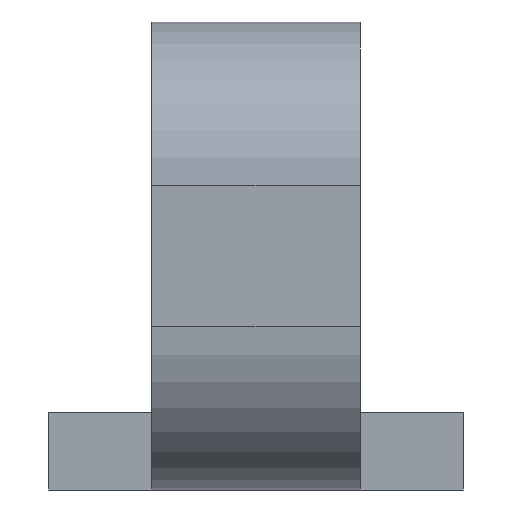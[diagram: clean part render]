
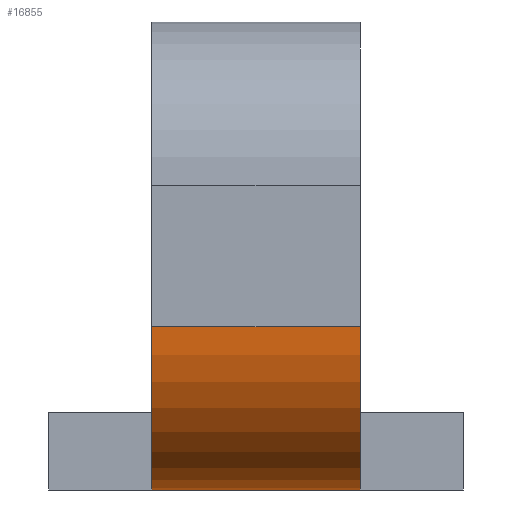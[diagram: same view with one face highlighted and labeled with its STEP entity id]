
A CAD part, left-side view. The second image highlights one B-rep face of the part: STEP entity #16855.
In plain terms, the highlighted cylindrical face has radius 0.8 mm (diameter 1.6 mm), a partial arc.
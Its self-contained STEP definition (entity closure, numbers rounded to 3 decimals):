
#1369 = CARTESIAN_POINT ( 'NONE',  ( -1.905, 1.015, 0.8 ) ) ;
#1450 = DIRECTION ( 'NONE',  ( 0., -1., 0. ) ) ;
#2198 = DIRECTION ( 'NONE',  ( 0., 1., 0. ) ) ;
#3326 = VECTOR ( 'NONE', #17051, 1000. ) ;
#4119 = CARTESIAN_POINT ( 'NONE',  ( -1.105, -0.51, 0.8 ) ) ;
#4229 = CIRCLE ( 'NONE', #14045, 0.8 ) ;
#4272 = CARTESIAN_POINT ( 'NONE',  ( -1.105, 0.51, 0. ) ) ;
#4619 = CARTESIAN_POINT ( 'NONE',  ( -1.905, 0.51, 0.8 ) ) ;
#4800 = ORIENTED_EDGE ( 'NONE', *, *, #9637, .F. ) ;
#4831 = DIRECTION ( 'NONE',  ( 0., -1., 0. ) ) ;
#6160 = EDGE_CURVE ( 'NONE', #9084, #10726, #15220, .T. ) ;
#7090 = DIRECTION ( 'NONE',  ( 0., 0., 1. ) ) ;
#7177 = DIRECTION ( 'NONE',  ( 1., 0., 0. ) ) ;
#7278 = CYLINDRICAL_SURFACE ( 'NONE', #12379, 0.8 ) ;
#7448 = FACE_OUTER_BOUND ( 'NONE', #15612, .T. ) ;
#7519 = DIRECTION ( 'NONE',  ( 1., 0., 0. ) ) ;
#8359 = VECTOR ( 'NONE', #1450, 1000. ) ;
#8383 = CARTESIAN_POINT ( 'NONE',  ( -1.105, -0.51, 0. ) ) ;
#9084 = VERTEX_POINT ( 'NONE', #4272 ) ;
#9333 = EDGE_CURVE ( 'NONE', #10726, #16859, #16015, .T. ) ;
#9637 = EDGE_CURVE ( 'NONE', #12833, #9084, #15480, .T. ) ;
#9800 = ORIENTED_EDGE ( 'NONE', *, *, #9333, .F. ) ;
#9862 = CARTESIAN_POINT ( 'NONE',  ( -1.105, 1.015, 0.8 ) ) ;
#10726 = VERTEX_POINT ( 'NONE', #4619 ) ;
#11443 = EDGE_CURVE ( 'NONE', #16859, #12833, #4229, .T. ) ;
#11936 = ORIENTED_EDGE ( 'NONE', *, *, #11443, .F. ) ;
#12379 = AXIS2_PLACEMENT_3D ( 'NONE', #9862, #4831, #7177 ) ;
#12402 = DIRECTION ( 'NONE',  ( 0., -1., 0. ) ) ;
#12582 = CARTESIAN_POINT ( 'NONE',  ( -1.905, -0.51, 0.8 ) ) ;
#12774 = CARTESIAN_POINT ( 'NONE',  ( -1.105, 0., 0. ) ) ;
#12833 = VERTEX_POINT ( 'NONE', #8383 ) ;
#13550 = AXIS2_PLACEMENT_3D ( 'NONE', #14208, #2198, #7519 ) ;
#13852 = ORIENTED_EDGE ( 'NONE', *, *, #6160, .F. ) ;
#14045 = AXIS2_PLACEMENT_3D ( 'NONE', #4119, #12402, #7090 ) ;
#14208 = CARTESIAN_POINT ( 'NONE',  ( -1.105, 0.51, 0.8 ) ) ;
#15220 = CIRCLE ( 'NONE', #13550, 0.8 ) ;
#15480 = LINE ( 'NONE', #12774, #3326 ) ;
#15612 = EDGE_LOOP ( 'NONE', ( #11936, #9800, #13852, #4800 ) ) ;
#16015 = LINE ( 'NONE', #1369, #8359 ) ;
#16855 = ADVANCED_FACE ( 'NONE', ( #7448 ), #7278, .T. ) ;
#16859 = VERTEX_POINT ( 'NONE', #12582 ) ;
#17051 = DIRECTION ( 'NONE',  ( 0., 1., 0. ) ) ;
